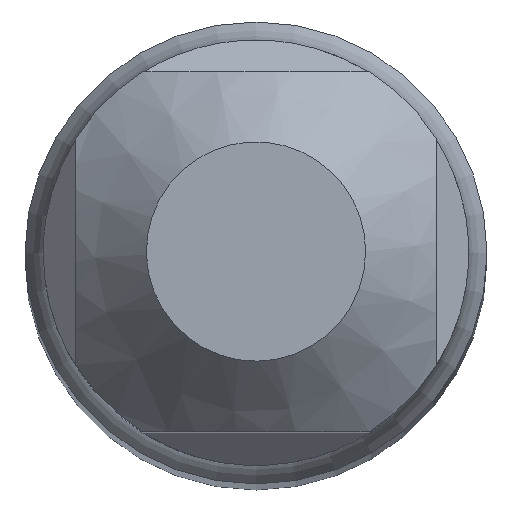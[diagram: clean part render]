
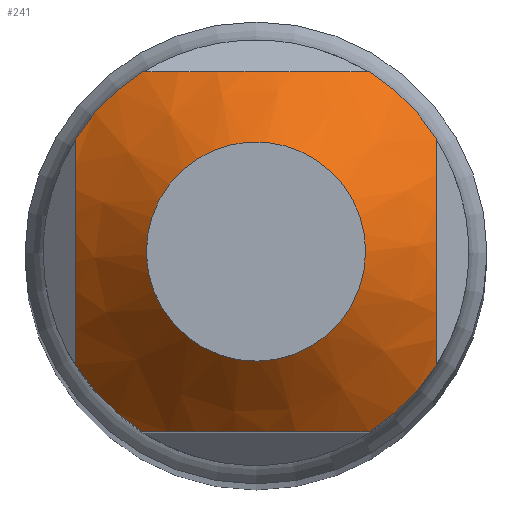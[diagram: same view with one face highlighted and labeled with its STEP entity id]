
A CAD part, top view. The second image highlights one B-rep face of the part: STEP entity #241.
In plain terms, the highlighted conical face has half-angle 45 degrees and reference radius 1000 mm.
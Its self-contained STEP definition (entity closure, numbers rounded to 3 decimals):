
#156=CONICAL_SURFACE('',#2652,1000.,45.);
#222=FACE_BOUND('',#542,.T.);
#223=FACE_BOUND('',#543,.T.);
#241=ADVANCED_FACE('NONE',(#222,#223),#156,.T.);
#542=EDGE_LOOP('',(#700,#701,#702,#703,#704,#705,#706,#707));
#543=EDGE_LOOP('',(#708));
#700=ORIENTED_EDGE('',*,*,#1800,.F.);
#701=ORIENTED_EDGE('',*,*,#1801,.T.);
#702=ORIENTED_EDGE('',*,*,#1802,.F.);
#703=ORIENTED_EDGE('',*,*,#1803,.T.);
#704=ORIENTED_EDGE('',*,*,#1804,.F.);
#705=ORIENTED_EDGE('',*,*,#1805,.T.);
#706=ORIENTED_EDGE('',*,*,#1806,.F.);
#707=ORIENTED_EDGE('',*,*,#1807,.T.);
#708=ORIENTED_EDGE('',*,*,#1799,.T.);
#1523=VERTEX_POINT('',#3150);
#1524=VERTEX_POINT('',#3162);
#1525=VERTEX_POINT('',#3163);
#1526=VERTEX_POINT('',#3165);
#1527=VERTEX_POINT('',#3176);
#1528=VERTEX_POINT('',#3178);
#1529=VERTEX_POINT('',#3189);
#1530=VERTEX_POINT('',#3191);
#1531=VERTEX_POINT('',#3202);
#1799=EDGE_CURVE('NONE',#1523,#1523,#2211,.T.);
#1800=EDGE_CURVE('NONE',#1524,#1525,#2239,.T.);
#1801=EDGE_CURVE('NONE',#1524,#1526,#2212,.T.);
#1802=EDGE_CURVE('NONE',#1527,#1526,#2240,.T.);
#1803=EDGE_CURVE('NONE',#1527,#1528,#2213,.T.);
#1804=EDGE_CURVE('NONE',#1529,#1528,#2241,.T.);
#1805=EDGE_CURVE('NONE',#1529,#1530,#2214,.T.);
#1806=EDGE_CURVE('NONE',#1531,#1530,#2242,.T.);
#1807=EDGE_CURVE('NONE',#1531,#1525,#2215,.T.);
#2211=CIRCLE('',#2646,0.85);
#2212=CIRCLE('',#2648,1.65);
#2213=CIRCLE('',#2649,1.65);
#2214=CIRCLE('',#2650,1.65);
#2215=CIRCLE('',#2651,1.65);
#2239=B_SPLINE_CURVE_WITH_KNOTS('',3,(#3152,#3153,#3154,#3155,#3156,#3157,
#3158,#3159,#3160,#3161),.UNSPECIFIED.,.F.,.F.,(4,3,3,4),(0.,0.362,
0.634,1.),.UNSPECIFIED.);
#2240=B_SPLINE_CURVE_WITH_KNOTS('',3,(#3166,#3167,#3168,#3169,#3170,#3171,
#3172,#3173,#3174,#3175),.UNSPECIFIED.,.F.,.F.,(4,3,3,4),(0.,0.362,
0.634,1.),.UNSPECIFIED.);
#2241=B_SPLINE_CURVE_WITH_KNOTS('',3,(#3179,#3180,#3181,#3182,#3183,#3184,
#3185,#3186,#3187,#3188),.UNSPECIFIED.,.F.,.F.,(4,3,3,4),(0.,0.362,
0.634,1.),.UNSPECIFIED.);
#2242=B_SPLINE_CURVE_WITH_KNOTS('',3,(#3192,#3193,#3194,#3195,#3196,#3197,
#3198,#3199,#3200,#3201),.UNSPECIFIED.,.F.,.F.,(4,3,3,4),(0.,0.362,
0.634,1.),.UNSPECIFIED.);
#2646=AXIS2_PLACEMENT_3D('',#3149,#2810,#2811);
#2648=AXIS2_PLACEMENT_3D('',#3164,#2814,#2815);
#2649=AXIS2_PLACEMENT_3D('',#3177,#2816,#2817);
#2650=AXIS2_PLACEMENT_3D('',#3190,#2818,#2819);
#2651=AXIS2_PLACEMENT_3D('',#3203,#2820,#2821);
#2652=AXIS2_PLACEMENT_3D('',#3204,#2822,#2823);
#2810=DIRECTION('',(0.,0.,-1.));
#2811=DIRECTION('',(1.,0.,0.));
#2814=DIRECTION('',(0.,0.,1.));
#2815=DIRECTION('',(0.,1.,0.));
#2816=DIRECTION('',(0.,0.,1.));
#2817=DIRECTION('',(0.,1.,0.));
#2818=DIRECTION('',(0.,0.,1.));
#2819=DIRECTION('',(0.,1.,0.));
#2820=DIRECTION('',(0.,0.,1.));
#2821=DIRECTION('',(0.,1.,0.));
#2822=DIRECTION('',(0.,0.,-1.));
#2823=DIRECTION('',(0.,1.,0.));
#3149=CARTESIAN_POINT('',(0.,0.,0.));
#3150=CARTESIAN_POINT('',(0.85,0.,0.));
#3152=CARTESIAN_POINT('',(0.878,-1.397,-0.8));
#3153=CARTESIAN_POINT('',(0.682,-1.397,-0.696));
#3154=CARTESIAN_POINT('',(0.472,-1.397,-0.609));
#3155=CARTESIAN_POINT('',(0.254,-1.397,-0.57));
#3156=CARTESIAN_POINT('',(0.09,-1.397,-0.541));
#3157=CARTESIAN_POINT('',(-0.082,-1.397,-0.54));
#3158=CARTESIAN_POINT('',(-0.246,-1.397,-0.568));
#3159=CARTESIAN_POINT('',(-0.467,-1.397,-0.607));
#3160=CARTESIAN_POINT('',(-0.68,-1.397,-0.695));
#3161=CARTESIAN_POINT('',(-0.878,-1.397,-0.8));
#3162=CARTESIAN_POINT('',(0.878,-1.397,-0.8));
#3163=CARTESIAN_POINT('',(-0.878,-1.397,-0.8));
#3164=CARTESIAN_POINT('',(0.,0.,-0.8));
#3165=CARTESIAN_POINT('',(1.397,-0.878,-0.8));
#3166=CARTESIAN_POINT('',(1.397,0.878,-0.8));
#3167=CARTESIAN_POINT('',(1.397,0.682,-0.696));
#3168=CARTESIAN_POINT('',(1.397,0.472,-0.609));
#3169=CARTESIAN_POINT('',(1.397,0.254,-0.57));
#3170=CARTESIAN_POINT('',(1.397,0.09,-0.541));
#3171=CARTESIAN_POINT('',(1.397,-0.082,-0.54));
#3172=CARTESIAN_POINT('',(1.397,-0.246,-0.568));
#3173=CARTESIAN_POINT('',(1.397,-0.467,-0.607));
#3174=CARTESIAN_POINT('',(1.397,-0.68,-0.695));
#3175=CARTESIAN_POINT('',(1.397,-0.878,-0.8));
#3176=CARTESIAN_POINT('',(1.397,0.878,-0.8));
#3177=CARTESIAN_POINT('',(0.,0.,-0.8));
#3178=CARTESIAN_POINT('',(0.878,1.397,-0.8));
#3179=CARTESIAN_POINT('',(-0.878,1.397,-0.8));
#3180=CARTESIAN_POINT('',(-0.682,1.397,-0.696));
#3181=CARTESIAN_POINT('',(-0.472,1.397,-0.609));
#3182=CARTESIAN_POINT('',(-0.254,1.397,-0.57));
#3183=CARTESIAN_POINT('',(-0.09,1.397,-0.541));
#3184=CARTESIAN_POINT('',(0.082,1.397,-0.54));
#3185=CARTESIAN_POINT('',(0.246,1.397,-0.568));
#3186=CARTESIAN_POINT('',(0.467,1.397,-0.607));
#3187=CARTESIAN_POINT('',(0.68,1.397,-0.695));
#3188=CARTESIAN_POINT('',(0.878,1.397,-0.8));
#3189=CARTESIAN_POINT('',(-0.878,1.397,-0.8));
#3190=CARTESIAN_POINT('',(0.,0.,-0.8));
#3191=CARTESIAN_POINT('',(-1.397,0.878,-0.8));
#3192=CARTESIAN_POINT('',(-1.397,-0.878,-0.8));
#3193=CARTESIAN_POINT('',(-1.397,-0.682,-0.696));
#3194=CARTESIAN_POINT('',(-1.397,-0.472,-0.609));
#3195=CARTESIAN_POINT('',(-1.397,-0.254,-0.57));
#3196=CARTESIAN_POINT('',(-1.397,-0.09,-0.541));
#3197=CARTESIAN_POINT('',(-1.397,0.082,-0.54));
#3198=CARTESIAN_POINT('',(-1.397,0.246,-0.568));
#3199=CARTESIAN_POINT('',(-1.397,0.467,-0.607));
#3200=CARTESIAN_POINT('',(-1.397,0.68,-0.695));
#3201=CARTESIAN_POINT('',(-1.397,0.878,-0.8));
#3202=CARTESIAN_POINT('',(-1.397,-0.878,-0.8));
#3203=CARTESIAN_POINT('',(0.,0.,-0.8));
#3204=CARTESIAN_POINT('',(0.,0.,-999.15));
